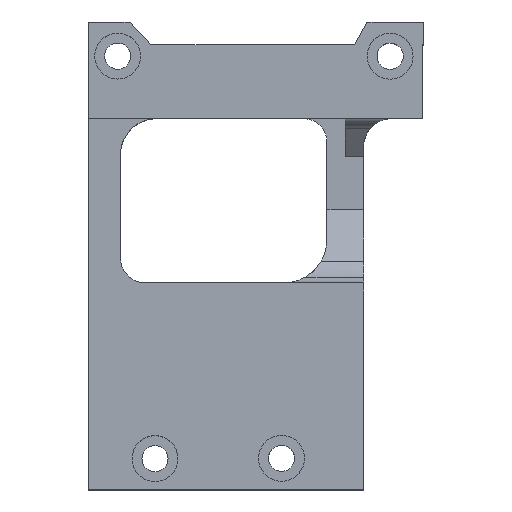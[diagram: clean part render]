
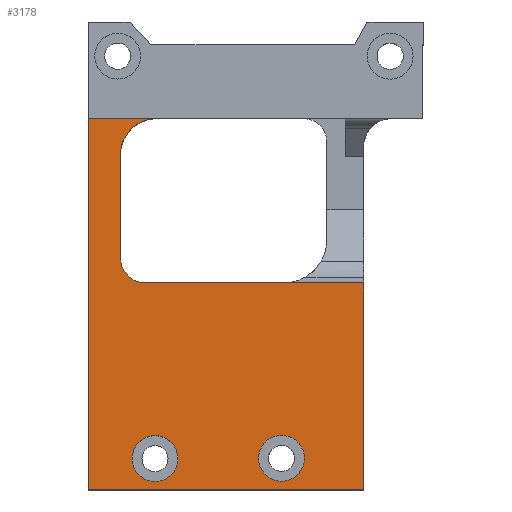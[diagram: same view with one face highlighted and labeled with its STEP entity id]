
A CAD part, top view. The second image highlights one B-rep face of the part: STEP entity #3178.
In plain terms, the highlighted planar face has unit normal (0, 0, 1).
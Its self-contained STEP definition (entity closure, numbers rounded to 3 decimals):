
#47=FACE_BOUND('',#511,.T.);
#48=FACE_BOUND('',#512,.T.);
#171=PLANE('',#3424);
#325=FACE_OUTER_BOUND('',#510,.T.);
#510=EDGE_LOOP('',(#2875,#2876,#2877,#2878,#2879,#2880,#2881,#2882));
#511=EDGE_LOOP('',(#2883));
#512=EDGE_LOOP('',(#2884));
#762=LINE('',#4889,#1133);
#819=LINE('',#5023,#1190);
#870=LINE('',#5214,#1241);
#887=LINE('',#5254,#1258);
#888=LINE('',#5257,#1259);
#889=LINE('',#5258,#1260);
#1133=VECTOR('',#3946,10.);
#1190=VECTOR('',#4035,10.);
#1241=VECTOR('',#4184,10.);
#1258=VECTOR('',#4223,10.);
#1259=VECTOR('',#4226,10.);
#1260=VECTOR('',#4227,10.);
#1306=CIRCLE('',#3345,8.);
#1320=CIRCLE('',#3386,5.);
#1323=CIRCLE('',#3391,5.);
#1336=CIRCLE('',#3425,5.5);
#1515=VERTEX_POINT('',#4874);
#1516=VERTEX_POINT('',#4876);
#1520=VERTEX_POINT('',#4888);
#1580=VERTEX_POINT('',#5020);
#1581=VERTEX_POINT('',#5022);
#1606=VERTEX_POINT('',#5150);
#1609=VERTEX_POINT('',#5159);
#1626=VERTEX_POINT('',#5212);
#1638=VERTEX_POINT('',#5253);
#1639=VERTEX_POINT('',#5256);
#1903=EDGE_CURVE('',#1516,#1515,#1306,.F.);
#1909=EDGE_CURVE('',#1516,#1520,#762,.T.);
#1974=EDGE_CURVE('',#1580,#1581,#819,.T.);
#2019=EDGE_CURVE('',#1606,#1606,#1320,.T.);
#2023=EDGE_CURVE('',#1609,#1609,#1323,.T.);
#2049=EDGE_CURVE('',#1626,#1515,#870,.T.);
#2069=EDGE_CURVE('',#1638,#1580,#887,.T.);
#2070=EDGE_CURVE('',#1520,#1638,#1336,.T.);
#2071=EDGE_CURVE('',#1639,#1626,#888,.T.);
#2072=EDGE_CURVE('',#1581,#1639,#889,.T.);
#2875=ORIENTED_EDGE('',*,*,#1974,.F.);
#2876=ORIENTED_EDGE('',*,*,#2069,.F.);
#2877=ORIENTED_EDGE('',*,*,#2070,.F.);
#2878=ORIENTED_EDGE('',*,*,#1909,.F.);
#2879=ORIENTED_EDGE('',*,*,#1903,.T.);
#2880=ORIENTED_EDGE('',*,*,#2049,.F.);
#2881=ORIENTED_EDGE('',*,*,#2071,.F.);
#2882=ORIENTED_EDGE('',*,*,#2072,.F.);
#2883=ORIENTED_EDGE('',*,*,#2019,.T.);
#2884=ORIENTED_EDGE('',*,*,#2023,.T.);
#3178=ADVANCED_FACE('',(#325,#47,#48),#171,.T.);
#3345=AXIS2_PLACEMENT_3D('',#4877,#3934,#3935);
#3386=AXIS2_PLACEMENT_3D('',#5151,#4113,#4114);
#3391=AXIS2_PLACEMENT_3D('',#5160,#4124,#4125);
#3424=AXIS2_PLACEMENT_3D('',#5252,#4221,#4222);
#3425=AXIS2_PLACEMENT_3D('',#5255,#4224,#4225);
#3934=DIRECTION('center_axis',(0.,0.,1.));
#3935=DIRECTION('ref_axis',(-0.707,0.707,0.));
#3946=DIRECTION('',(0.,-1.,0.));
#4035=DIRECTION('',(0.,-1.,0.));
#4113=DIRECTION('center_axis',(0.,0.,-1.));
#4114=DIRECTION('ref_axis',(1.,0.,0.));
#4124=DIRECTION('center_axis',(0.,0.,-1.));
#4125=DIRECTION('ref_axis',(1.,0.,0.));
#4184=DIRECTION('',(1.,0.,0.));
#4221=DIRECTION('center_axis',(0.,0.,1.));
#4222=DIRECTION('ref_axis',(0.,-1.,0.));
#4223=DIRECTION('',(1.,0.,0.));
#4224=DIRECTION('center_axis',(0.,0.,1.));
#4225=DIRECTION('ref_axis',(-0.707,-0.707,0.));
#4226=DIRECTION('',(0.,1.,0.));
#4227=DIRECTION('',(-1.,0.,0.));
#4874=CARTESIAN_POINT('',(-10.304,52.3,18.));
#4876=CARTESIAN_POINT('',(-18.,44.306,18.));
#4877=CARTESIAN_POINT('Origin',(-10.,44.306,18.));
#4888=CARTESIAN_POINT('',(-18.,22.,18.));
#4889=CARTESIAN_POINT('',(-18.,52.3,18.));
#5020=CARTESIAN_POINT('',(35.,16.5,18.));
#5022=CARTESIAN_POINT('',(35.,-28.5,18.));
#5023=CARTESIAN_POINT('',(35.,16.5,18.));
#5150=CARTESIAN_POINT('',(12.085,-21.66,18.));
#5151=CARTESIAN_POINT('Origin',(17.085,-21.66,18.));
#5159=CARTESIAN_POINT('',(-15.455,-21.72,18.));
#5160=CARTESIAN_POINT('Origin',(-10.455,-21.72,18.));
#5212=CARTESIAN_POINT('',(-25.,52.3,18.));
#5214=CARTESIAN_POINT('',(-25.,52.3,18.));
#5252=CARTESIAN_POINT('Origin',(0.,16.5,18.));
#5253=CARTESIAN_POINT('',(-12.5,16.5,18.));
#5254=CARTESIAN_POINT('',(0.,16.5,18.));
#5255=CARTESIAN_POINT('Origin',(-12.5,22.,18.));
#5256=CARTESIAN_POINT('',(-25.,-28.5,18.));
#5257=CARTESIAN_POINT('',(-25.,-28.5,18.));
#5258=CARTESIAN_POINT('',(35.,-28.5,18.));
